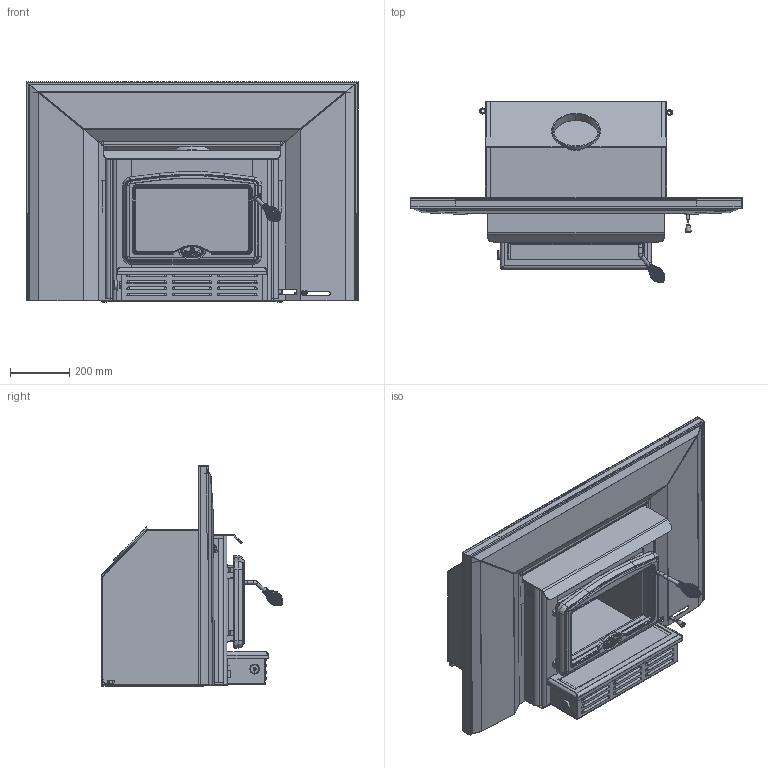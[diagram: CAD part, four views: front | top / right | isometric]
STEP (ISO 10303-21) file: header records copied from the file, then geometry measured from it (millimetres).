
FILE_DESCRIPTION( ( 'Unknown' ), '1' );
FILE_NAME( 'OB01151-CAD.stp', 'Unknown', ( 'Jean-Philippe Alain' ), ( 'SBI' ), 'PSStep 14.0', 'Solid Edge', ' ' );
FILE_SCHEMA( ( 'AUTOMOTIVE_DESIGN { 1 0 10303 214 1 1 1 1 }' ) );
Length unit declared in the file: inch
Products named in the file (41): SE42262-oa3; PL42262; PL42261; PL42260; 30004; SE34030-oa0; 34030; SE42276-oa4; PL42276; 44087; 30225; 30222; SE24164-24165-oa5; 24165; 30450; PL34101; 24164; SE34030-oa2; 34030-oa1; OA10450; PL42280; PL42281; PL42282; Assem1; PL42263; PL42004; PL42251; PL42275; PL42277; PL42273; PL42278; PL42279; PL53650; PL42270; PL42250; 44085; 30102; 30105P; 20019; 20019A ...
Assembly tree (44 placements, depth 3):
  Assem1
    PL42263
    PL42004
    PL42251
    PL42275
    PL42277
    PL42273
    PL42278
    PL42279
    PL53650
    PL42270
    PL42250
    44085
    30102
    30105P
    20019
    20019A
    20019B
    SE34030-oa0
      34030
    SE34030-oa2
      34030-oa1
    SE42262-oa3
      PL42262
      PL42261
      PL42260
      30004  x2
    SE42276-oa4
      PL42276
      44087
      30225
      30222  x4
    SE24164-24165-oa5
      24165
      30450
      PL34101
      24164
    OA10450
      PL42280
      PL42281
      PL42282
Bounding box: 1117.6 x 612.45 x 741.27 mm (x, y, z)
Surface area: 7484112.8 mm2 (no closed solid volume)
Topology: 0 solids, 2347 shells, 2347 faces, 11388 edges, 11163 vertices
Faces by surface type: plane 1032, cylinder 691, bspline 380, torus 126, sphere 61, cone 56, extrusion 1
Full cylindrical faces by diameter (mm): 2.144 x4, 2.487 x1, 2.564 x2, 2.845 x4, 3.175 x1, 3.26 x1, 3.307 x10, 3.327 x1, 3.904 x2, 3.962 x2, 4.057 x4, 4.763 x1, 4.965 x1, 5.537 x2, 5.563 x1, 5.817 x4, 6.35 x6, 6.528 x1, 7.068 x4, 7.823 x2, 8.1 x2, 8.56 x1, 8.988 x2, 10.16 x1, 10.922 x2, 10.998 x1, 11.326 x1, 12.7 x4, 28.365 x1, 31.75 x1
Entity records: 169494 total; most frequent: CARTESIAN_POINT 68670, DIRECTION 17407, ORIENTED_EDGE 10884, EDGE_CURVE 10884, VERTEX_POINT 10884, VECTOR 5955, LINE 5954, AXIS2_PLACEMENT_3D 5726
